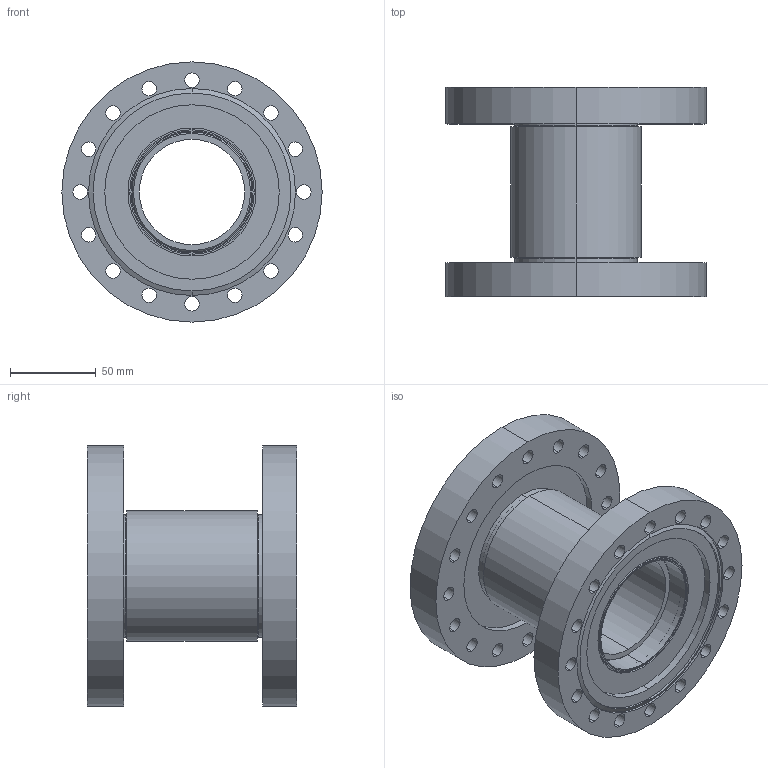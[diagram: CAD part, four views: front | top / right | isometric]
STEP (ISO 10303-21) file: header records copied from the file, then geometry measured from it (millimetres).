
FILE_DESCRIPTION (( 'STEP AP214' ), '1' );
FILE_NAME ('271-CB40K-61-C100.STEP', '2016-08-30T11:41:43', ( 'allectra' ), ( 'Microsoft' ), 'SwSTEP 2.0', 'SolidWorks 2014', '' );
FILE_SCHEMA (( 'AUTOMOTIVE_DESIGN' ));
Length unit declared in the file: millimetre
Products named in the file (2): 271-CB40K-61-C100
Bounding box: 151.64 x 121.92 x 151.64 mm (x, y, z)
Volume: 601136.9 mm3; surface area: 167079.1 mm2
Topology: 1 solids, 1 shells, 149 faces, 370 edges, 244 vertices
Faces by surface type: cylinder 114, plane 23, cone 12
Entity records: 4747 total; most frequent: DIRECTION 918, CARTESIAN_POINT 765, ORIENTED_EDGE 740, AXIS2_PLACEMENT_3D 397, EDGE_CURVE 370, CIRCLE 246, VERTEX_POINT 244, EDGE_LOOP 236
